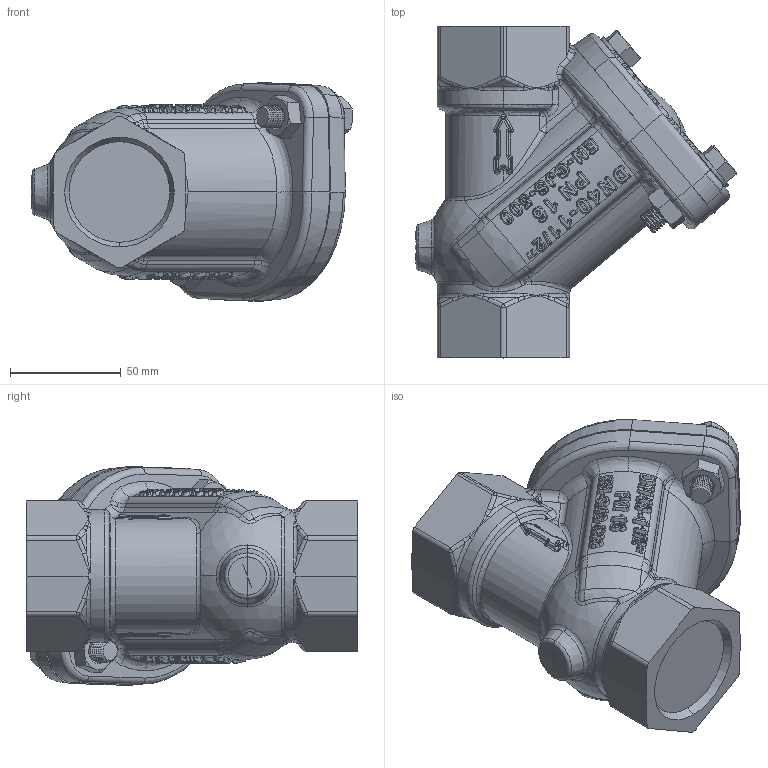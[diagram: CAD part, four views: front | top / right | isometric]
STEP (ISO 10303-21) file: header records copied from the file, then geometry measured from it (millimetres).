
FILE_DESCRIPTION (( 'STEP AP214' ), '1' );
FILE_NAME ('VALV RET BOLA UR DN40x1 1-2 PN16.STEP', '2014-09-30T16:05:57', ( '' ), ( '' ), 'SwSTEP 2.0', 'SolidWorks 2014', '' );
FILE_SCHEMA (( 'AUTOMOTIVE_DESIGN' ));
Length unit declared in the file: millimetre
Products named in the file (1): VALV RET BOLA UR DN40x1 1-2 PN16
Bounding box: 145.22 x 150 x 99 mm (x, y, z)
Volume: 787473.1 mm3; surface area: 72994.3 mm2
Topology: 1 solids, 2 shells, 1745 faces, 4477 edges, 2762 vertices
Faces by surface type: bspline 949, cone 274, cylinder 250, plane 195, torus 45, sphere 32
Entity records: 121208 total; most frequent: CARTESIAN_POINT 83037, ORIENTED_EDGE 8842, EDGE_CURVE 4421, DIRECTION 4355, VERTEX_POINT 2762, B_SPLINE_CURVE_WITH_KNOTS 2588, EDGE_LOOP 1829, AXIS2_PLACEMENT_3D 1788
